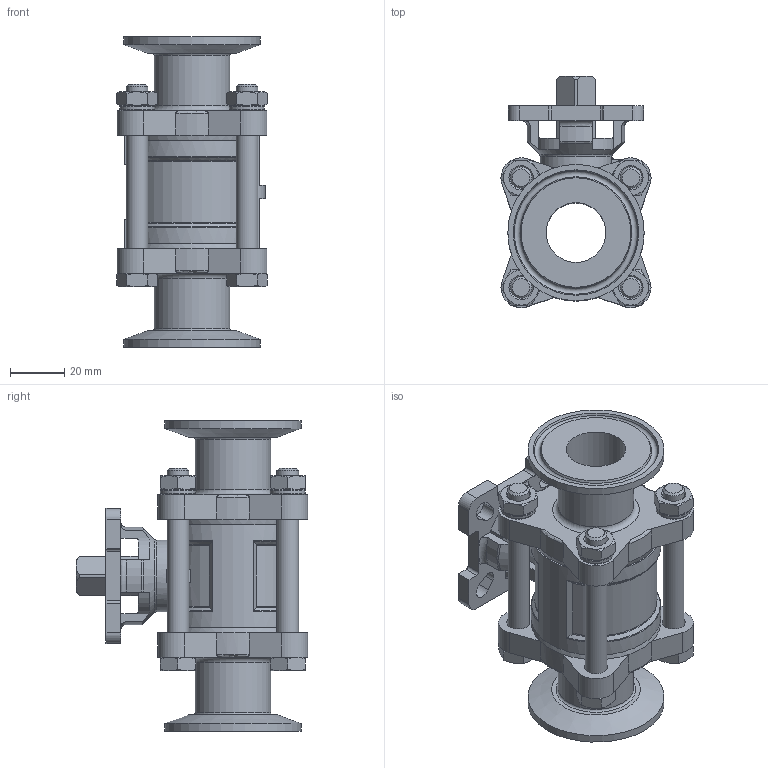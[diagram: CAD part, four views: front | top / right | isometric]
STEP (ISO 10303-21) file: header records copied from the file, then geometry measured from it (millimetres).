
FILE_DESCRIPTION(/* description */ ('STEP AP214'),/* implementation_level */ '2;1');
FILE_NAME(/* name */ '4795668_VZBD-1-S1-16-T-2-F0405-V14V14',/* time_stamp */ '2024-09-18T01:22:38+02:00',/* author */ ('License CC BY-ND 4.0'),/* organization */ ('CADENAS'),/* preprocessor_version */ 'ST-DEVELOPER v19.3',/* originating_system */ 'PARTsolutions',/* authorisation */ ' ');
FILE_SCHEMA (('AUTOMOTIVE_DESIGN {1 0 10303 214 3 1 1}'));
Length unit declared in the file: millimetre
Products named in the file (1): 4795668 VZBD-1-S1-16-T-2-F0405-V14V14
Bounding box: 55.67 x 85.73 x 115 mm (x, y, z)
Volume: 156090.4 mm3; surface area: 54385.2 mm2
Topology: 1 solids, 1 shells, 414 faces, 1004 edges, 620 vertices
Faces by surface type: plane 157, cone 128, cylinder 80, torus 49
Full cylindrical faces by diameter (mm): 4.917 x1, 8 x8, 8.6 x9, 13 x4, 18 x1, 22.1 x1, 26.6 x1, 28 x2, 30.5 x1, 48 x1, 50.5 x2
Entity records: 12052 total; most frequent: CARTESIAN_POINT 2900, ORIENTED_EDGE 1858, DIRECTION 1828, EDGE_CURVE 929, AXIS2_PLACEMENT_3D 778, VERTEX_POINT 614, EDGE_LOOP 541, FACE_BOUND 541
